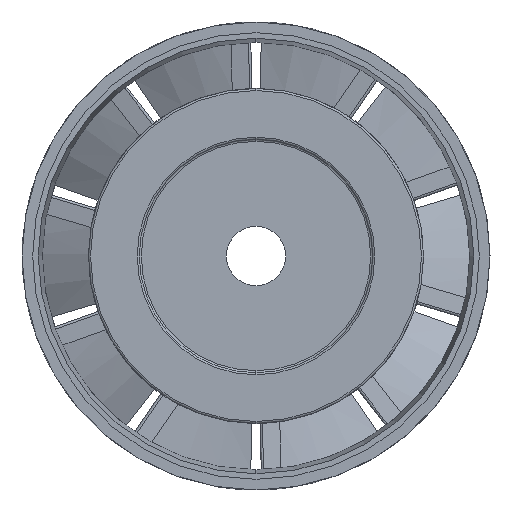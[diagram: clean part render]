
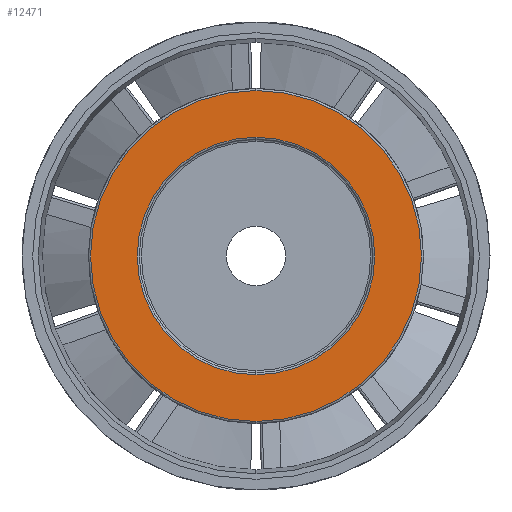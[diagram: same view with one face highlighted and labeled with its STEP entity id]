
A CAD part, left-side view. The second image highlights one B-rep face of the part: STEP entity #12471.
In plain terms, the highlighted planar face has unit normal (-1, 0, 0).
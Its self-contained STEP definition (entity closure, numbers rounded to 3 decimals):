
#76 = CIRCLE ( 'NONE', #1797, 16.3 ) ;
#214 = DIRECTION ( 'NONE',  ( 1., 0., 0. ) ) ;
#425 = DIRECTION ( 'NONE',  ( 0., 0., 1. ) ) ;
#1797 = AXIS2_PLACEMENT_3D ( 'NONE', #3193, #4339, #4396 ) ;
#2137 = AXIS2_PLACEMENT_3D ( 'NONE', #9274, #3041, #15554 ) ;
#2761 = CARTESIAN_POINT ( 'NONE',  ( -4.2, 0., 0. ) ) ;
#2856 = FACE_BOUND ( 'NONE', #12894, .T. ) ;
#3041 = DIRECTION ( 'NONE',  ( -1., 0., 0. ) ) ;
#3193 = CARTESIAN_POINT ( 'NONE',  ( -4.2, 0., 0. ) ) ;
#3521 = VERTEX_POINT ( 'NONE', #13349 ) ;
#3756 = DIRECTION ( 'NONE',  ( 0., 0., 1. ) ) ;
#4137 = DIRECTION ( 'NONE',  ( 0., 0., 1. ) ) ;
#4339 = DIRECTION ( 'NONE',  ( -1., 0., 0. ) ) ;
#4345 = EDGE_CURVE ( 'NONE', #10229, #13921, #10426, .T. ) ;
#4396 = DIRECTION ( 'NONE',  ( 0., 0., 1. ) ) ;
#5216 = ORIENTED_EDGE ( 'NONE', *, *, #7986, .T. ) ;
#5295 = CARTESIAN_POINT ( 'NONE',  ( -4.2, 0., 11.7 ) ) ;
#5662 = CIRCLE ( 'NONE', #10697, 11.7 ) ;
#5996 = CARTESIAN_POINT ( 'NONE',  ( -4.2, 0., 0. ) ) ;
#6027 = CARTESIAN_POINT ( 'NONE',  ( -4.2, 0., -16.3 ) ) ;
#6262 = EDGE_CURVE ( 'NONE', #3521, #14023, #76, .T. ) ;
#6540 = CIRCLE ( 'NONE', #2137, 16.3 ) ;
#6858 = AXIS2_PLACEMENT_3D ( 'NONE', #2761, #214, #425 ) ;
#7235 = DIRECTION ( 'NONE',  ( 1., 0., 0. ) ) ;
#7534 = AXIS2_PLACEMENT_3D ( 'NONE', #9114, #14084, #4137 ) ;
#7986 = EDGE_CURVE ( 'NONE', #13921, #10229, #5662, .T. ) ;
#9114 = CARTESIAN_POINT ( 'NONE',  ( -4.2, 0., 0. ) ) ;
#9125 = EDGE_LOOP ( 'NONE', ( #12519, #9384 ) ) ;
#9274 = CARTESIAN_POINT ( 'NONE',  ( -4.2, 0., 0. ) ) ;
#9327 = CARTESIAN_POINT ( 'NONE',  ( -4.2, 0., -11.7 ) ) ;
#9384 = ORIENTED_EDGE ( 'NONE', *, *, #12588, .T. ) ;
#10229 = VERTEX_POINT ( 'NONE', #5295 ) ;
#10426 = CIRCLE ( 'NONE', #6858, 11.7 ) ;
#10697 = AXIS2_PLACEMENT_3D ( 'NONE', #5996, #7235, #3756 ) ;
#12326 = ORIENTED_EDGE ( 'NONE', *, *, #4345, .T. ) ;
#12471 = ADVANCED_FACE ( 'NONE', ( #2856, #14133 ), #12740, .T. ) ;
#12519 = ORIENTED_EDGE ( 'NONE', *, *, #6262, .T. ) ;
#12588 = EDGE_CURVE ( 'NONE', #14023, #3521, #6540, .T. ) ;
#12740 = PLANE ( 'NONE',  #7534 ) ;
#12894 = EDGE_LOOP ( 'NONE', ( #12326, #5216 ) ) ;
#13349 = CARTESIAN_POINT ( 'NONE',  ( -4.2, 0., 16.3 ) ) ;
#13921 = VERTEX_POINT ( 'NONE', #9327 ) ;
#14023 = VERTEX_POINT ( 'NONE', #6027 ) ;
#14084 = DIRECTION ( 'NONE',  ( -1., 0., 0. ) ) ;
#14133 = FACE_OUTER_BOUND ( 'NONE', #9125, .T. ) ;
#15554 = DIRECTION ( 'NONE',  ( 0., 0., 1. ) ) ;
